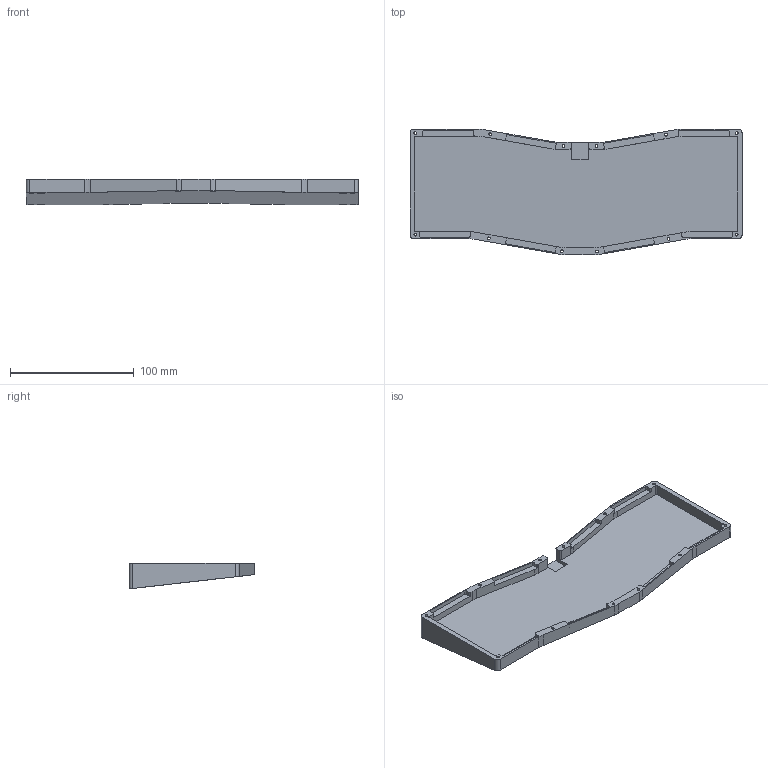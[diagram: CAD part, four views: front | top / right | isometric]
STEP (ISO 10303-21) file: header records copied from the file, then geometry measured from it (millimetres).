
FILE_DESCRIPTION(/* description */ (''),/* implementation_level */ '2;1');
FILE_NAME(/* name */ 'Eliza_bottom.step',/* time_stamp */ '2022-06-01T09:17:00+02:00',/* author */ (''),/* organization */ (''),/* preprocessor_version */ 'ST-DEVELOPER v19',/* originating_system */ 'Autodesk Translation Framework v11.7.0.108',/* authorisation */ '');
FILE_SCHEMA (('AUTOMOTIVE_DESIGN { 1 0 10303 214 3 1 1 }'));
Length unit declared in the file: millimetre
Products named in the file (1): bottom
Bounding box: 268.63 x 101.86 x 20.86 mm (x, y, z)
Volume: 176545.9 mm3; surface area: 67400.3 mm2
Topology: 1 solids, 1 shells, 170 faces, 456 edges, 304 vertices
Faces by surface type: cylinder 90, plane 80
Full cylindrical faces by diameter (mm): 2.2 x12, 4 x12, 6 x4
Entity records: 5471 total; most frequent: DIRECTION 981, CARTESIAN_POINT 931, ORIENTED_EDGE 912, EDGE_CURVE 456, AXIS2_PLACEMENT_3D 354, VERTEX_POINT 304, LINE 273, VECTOR 273
